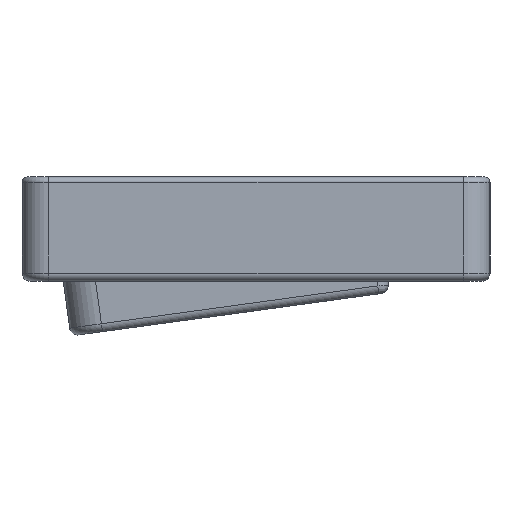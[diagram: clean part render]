
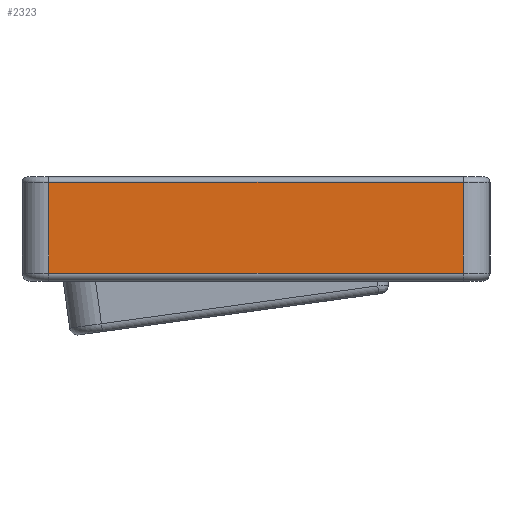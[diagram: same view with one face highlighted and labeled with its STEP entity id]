
A CAD part, left-side view. The second image highlights one B-rep face of the part: STEP entity #2323.
In plain terms, the highlighted planar face has unit normal (-1, 0, 0).
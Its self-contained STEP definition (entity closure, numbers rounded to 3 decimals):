
#2284=CARTESIAN_POINT('',(325.681,-206.384,3.));
#2285=DIRECTION('',(-1.,0.,0.));
#2286=DIRECTION('',(0.,0.,1.));
#2287=AXIS2_PLACEMENT_3D('',#2284,#2285,#2286);
#2288=PLANE('',#2287);
#2289=CARTESIAN_POINT('',(325.681,-167.684,18.5));
#2290=VERTEX_POINT('',#2289);
#2291=CARTESIAN_POINT('',(325.681,-167.684,1.5));
#2292=VERTEX_POINT('',#2291);
#2293=CARTESIAN_POINT('',(325.681,-167.684,18.5));
#2294=DIRECTION('',(-0.,-0.,-1.));
#2295=VECTOR('',#2294,17.);
#2296=LINE('',#2293,#2295);
#2297=EDGE_CURVE('',#2290,#2292,#2296,.T.);
#2298=ORIENTED_EDGE('',*,*,#2297,.T.);
#2299=CARTESIAN_POINT('',(325.681,-245.284,1.5));
#2300=VERTEX_POINT('',#2299);
#2301=CARTESIAN_POINT('',(325.681,-167.684,1.5));
#2302=DIRECTION('',(0.,-1.,0.));
#2303=VECTOR('',#2302,77.6);
#2304=LINE('',#2301,#2303);
#2305=EDGE_CURVE('',#2292,#2300,#2304,.T.);
#2306=ORIENTED_EDGE('',*,*,#2305,.T.);
#2307=CARTESIAN_POINT('',(325.681,-245.284,18.5));
#2308=VERTEX_POINT('',#2307);
#2309=CARTESIAN_POINT('',(325.681,-245.284,18.5));
#2310=DIRECTION('',(0.,0.,-1.));
#2311=VECTOR('',#2310,17.);
#2312=LINE('',#2309,#2311);
#2313=EDGE_CURVE('',#2308,#2300,#2312,.T.);
#2314=ORIENTED_EDGE('',*,*,#2313,.F.);
#2315=CARTESIAN_POINT('',(325.681,-245.284,18.5));
#2316=DIRECTION('',(0.,1.,0.));
#2317=VECTOR('',#2316,77.6);
#2318=LINE('',#2315,#2317);
#2319=EDGE_CURVE('',#2308,#2290,#2318,.T.);
#2320=ORIENTED_EDGE('',*,*,#2319,.T.);
#2321=EDGE_LOOP('',(#2298,#2306,#2314,#2320));
#2322=FACE_BOUND('',#2321,.T.);
#2323=ADVANCED_FACE('',(#2322),#2288,.T.);
